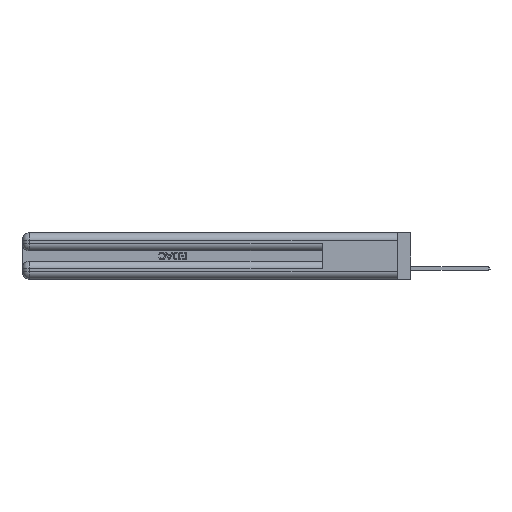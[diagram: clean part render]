
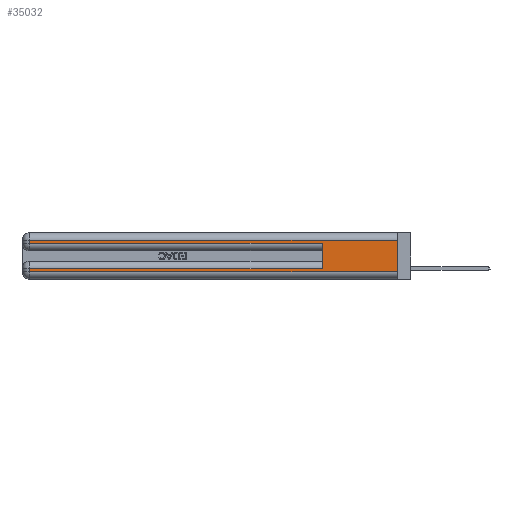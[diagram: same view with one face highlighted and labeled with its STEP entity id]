
A CAD part, left-side view. The second image highlights one B-rep face of the part: STEP entity #35032.
In plain terms, the highlighted planar face has unit normal (-1, 0, 0).
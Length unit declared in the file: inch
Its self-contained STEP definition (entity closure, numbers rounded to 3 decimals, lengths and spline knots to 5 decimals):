
#836 = VECTOR ( 'NONE', #42511, 39.37008 ) ;
#2009 = CARTESIAN_POINT ( 'NONE',  ( 0., 0., 0.285 ) ) ;
#2026 = EDGE_CURVE ( 'NONE', #12724, #45982, #12323, .T. ) ;
#2159 = LINE ( 'NONE', #23789, #12236 ) ;
#3265 = EDGE_CURVE ( 'NONE', #38156, #40517, #20476, .T. ) ;
#3820 = DIRECTION ( 'NONE',  ( 0., 1., 0. ) ) ;
#4047 = VECTOR ( 'NONE', #31140, 39.37008 ) ;
#4170 = VECTOR ( 'NONE', #9385, 39.37008 ) ;
#5337 = CARTESIAN_POINT ( 'NONE',  ( 0., 2.94, 0.37 ) ) ;
#6645 = EDGE_CURVE ( 'NONE', #32877, #40517, #12845, .T. ) ;
#9385 = DIRECTION ( 'NONE',  ( 0., 0., -1. ) ) ;
#9817 = CARTESIAN_POINT ( 'NONE',  ( 0., 0., 0.085 ) ) ;
#10273 = ORIENTED_EDGE ( 'NONE', *, *, #2026, .T. ) ;
#11639 = ORIENTED_EDGE ( 'NONE', *, *, #16913, .T. ) ;
#12236 = VECTOR ( 'NONE', #51740, 39.37008 ) ;
#12323 = LINE ( 'NONE', #5337, #4170 ) ;
#12724 = VERTEX_POINT ( 'NONE', #23107 ) ;
#12845 = LINE ( 'NONE', #31057, #836 ) ;
#13467 = DIRECTION ( 'NONE',  ( 0., 0., 1. ) ) ;
#15141 = VERTEX_POINT ( 'NONE', #18540 ) ;
#15300 = ORIENTED_EDGE ( 'NONE', *, *, #48212, .T. ) ;
#15977 = ORIENTED_EDGE ( 'NONE', *, *, #26017, .T. ) ;
#15996 = LINE ( 'NONE', #9817, #4047 ) ;
#16913 = EDGE_CURVE ( 'NONE', #32877, #12724, #51708, .T. ) ;
#18140 = CARTESIAN_POINT ( 'NONE',  ( 0., 2.94, 0.06 ) ) ;
#18540 = CARTESIAN_POINT ( 'NONE',  ( 0., 0.6, 0.085 ) ) ;
#18897 = DIRECTION ( 'NONE',  ( 0., 0., -1. ) ) ;
#20476 = LINE ( 'NONE', #27734, #35688 ) ;
#20624 = CARTESIAN_POINT ( 'NONE',  ( 0., 0.6, 0.145 ) ) ;
#21875 = VECTOR ( 'NONE', #13467, 39.37008 ) ;
#22837 = CARTESIAN_POINT ( 'NONE',  ( 0., 0., 0.37 ) ) ;
#22866 = VECTOR ( 'NONE', #30311, 39.37008 ) ;
#23107 = CARTESIAN_POINT ( 'NONE',  ( 0., 2.94, 0.31 ) ) ;
#23789 = CARTESIAN_POINT ( 'NONE',  ( 0., 2.94, 0.37 ) ) ;
#26017 = EDGE_CURVE ( 'NONE', #47761, #38156, #2159, .T. ) ;
#27026 = VECTOR ( 'NONE', #3820, 39.37008 ) ;
#27644 = EDGE_LOOP ( 'NONE', ( #29065, #11639, #10273, #15300, #51743, #34519, #15977, #38033 ) ) ;
#27734 = CARTESIAN_POINT ( 'NONE',  ( 0., 0., 0.06 ) ) ;
#28412 = AXIS2_PLACEMENT_3D ( 'NONE', #22837, #47440, #18897 ) ;
#29065 = ORIENTED_EDGE ( 'NONE', *, *, #6645, .F. ) ;
#30311 = DIRECTION ( 'NONE',  ( 0., -1., 0. ) ) ;
#30657 = EDGE_CURVE ( 'NONE', #15141, #43634, #42789, .T. ) ;
#31057 = CARTESIAN_POINT ( 'NONE',  ( 0., 0., 0.37 ) ) ;
#31140 = DIRECTION ( 'NONE',  ( 0., 1., 0. ) ) ;
#32547 = FACE_OUTER_BOUND ( 'NONE', #27644, .T. ) ;
#32877 = VERTEX_POINT ( 'NONE', #41816 ) ;
#34519 = ORIENTED_EDGE ( 'NONE', *, *, #50635, .T. ) ;
#35032 = ADVANCED_FACE ( 'NONE', ( #32547 ), #47263, .F. ) ;
#35688 = VECTOR ( 'NONE', #43908, 39.37008 ) ;
#38033 = ORIENTED_EDGE ( 'NONE', *, *, #3265, .T. ) ;
#38156 = VERTEX_POINT ( 'NONE', #18140 ) ;
#40517 = VERTEX_POINT ( 'NONE', #49792 ) ;
#41445 = CARTESIAN_POINT ( 'NONE',  ( 0., 0.6, 0.285 ) ) ;
#41816 = CARTESIAN_POINT ( 'NONE',  ( 0., 0., 0.31 ) ) ;
#42511 = DIRECTION ( 'NONE',  ( 0., 0., -1. ) ) ;
#42789 = LINE ( 'NONE', #20624, #21875 ) ;
#43634 = VERTEX_POINT ( 'NONE', #41445 ) ;
#43908 = DIRECTION ( 'NONE',  ( 0., -1., 0. ) ) ;
#45982 = VERTEX_POINT ( 'NONE', #47836 ) ;
#46253 = LINE ( 'NONE', #2009, #22866 ) ;
#47263 = PLANE ( 'NONE',  #28412 ) ;
#47440 = DIRECTION ( 'NONE',  ( 1., 0., 0. ) ) ;
#47761 = VERTEX_POINT ( 'NONE', #52182 ) ;
#47836 = CARTESIAN_POINT ( 'NONE',  ( 0., 2.94, 0.285 ) ) ;
#48212 = EDGE_CURVE ( 'NONE', #45982, #43634, #46253, .T. ) ;
#48254 = CARTESIAN_POINT ( 'NONE',  ( 0., 0., 0.31 ) ) ;
#49792 = CARTESIAN_POINT ( 'NONE',  ( 0., 0., 0.06 ) ) ;
#50635 = EDGE_CURVE ( 'NONE', #15141, #47761, #15996, .T. ) ;
#51708 = LINE ( 'NONE', #48254, #27026 ) ;
#51740 = DIRECTION ( 'NONE',  ( 0., 0., -1. ) ) ;
#51743 = ORIENTED_EDGE ( 'NONE', *, *, #30657, .F. ) ;
#52182 = CARTESIAN_POINT ( 'NONE',  ( 0., 2.94, 0.085 ) ) ;
